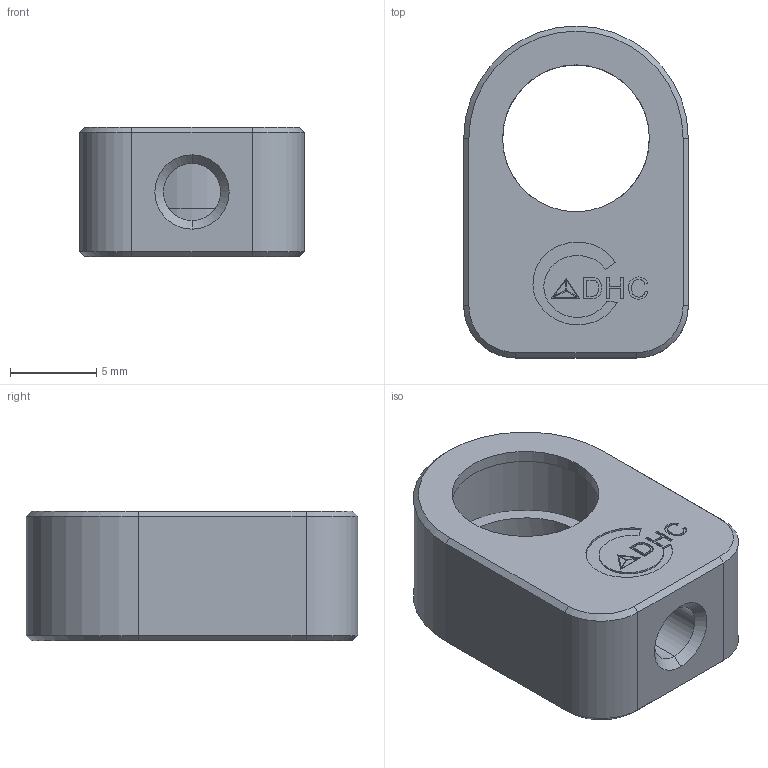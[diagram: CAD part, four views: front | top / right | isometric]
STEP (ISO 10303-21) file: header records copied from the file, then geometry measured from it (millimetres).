
FILE_DESCRIPTION (( 'STEP AP203' ), '1' );
FILE_NAME ('GCM-081210M_三维.STEP', '2020-09-25T02:18:45', ( 'Microsoft' ), ( 'Microsoft' ), 'SwSTEP 2.0', 'SolidWorks 2015', '' );
FILE_SCHEMA (( 'CONFIG_CONTROL_DESIGN' ));
Length unit declared in the file: millimetre
Products named in the file (1): GCM-081210M_三维
Bounding box: 13 x 19.2 x 7.5 mm (x, y, z)
Surface area: 1137.4 mm2 (no closed solid volume)
Topology: 0 solids, 2 shells, 118 faces, 311 edges, 204 vertices
Faces by surface type: plane 62, cylinder 46, cone 10
Entity records: 3731 total; most frequent: DIRECTION 657, CARTESIAN_POINT 646, ORIENTED_EDGE 594, EDGE_CURVE 311, AXIS2_PLACEMENT_3D 231, VERTEX_POINT 204, VECTOR 195, LINE 195
